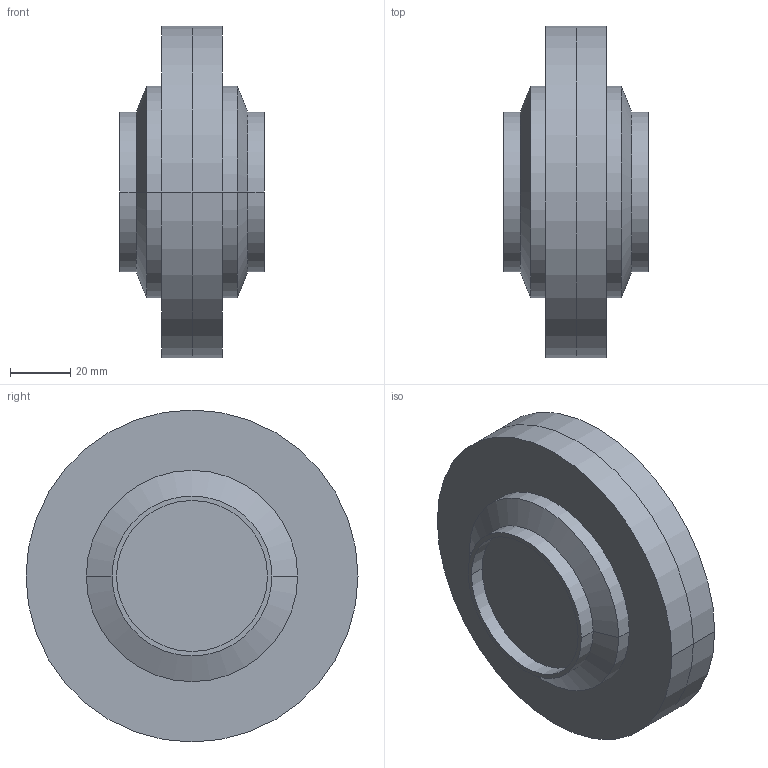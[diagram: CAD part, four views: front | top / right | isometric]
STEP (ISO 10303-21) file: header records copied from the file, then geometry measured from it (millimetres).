
FILE_DESCRIPTION(('OneSpaceDesigner STEP Export'),'2;1');
FILE_NAME('FGN1-50.stp','2011-03-31T 9:16:40',(''),(''),'OneSpace Designer STEP processor for AP214 (Solid Model)','OneSpace Modeling 15.00B 25-Jun-2007 (C) CoCreate Software GmbH','');
FILE_SCHEMA(('AUTOMOTIVE_DESIGN { 1 0 10303 214 1 1 1 1 }'));
Length unit declared in the file: millimetre
Products named in the file (3): FN1-50; FG1-50; FGN1-50.stp
Assembly tree (2 placements, depth 2):
  FGN1-50.stp
    FG1-50
    FN1-50
Bounding box: 48 x 110 x 110 mm (x, y, z)
Volume: 254007.3 mm3; surface area: 50806.1 mm2
Topology: 2 solids, 2 shells, 28 faces, 52 edges, 32 vertices
Faces by surface type: cylinder 16, plane 8, cone 4
Entity records: 649 total; most frequent: ORIENTED_EDGE 104, DIRECTION 94, CARTESIAN_POINT 89, EDGE_CURVE 52, AXIS2_PLACEMENT_3D 37, VERTEX_POINT 32, EDGE_LOOP 32, FACE_OUTER_BOUND 28
